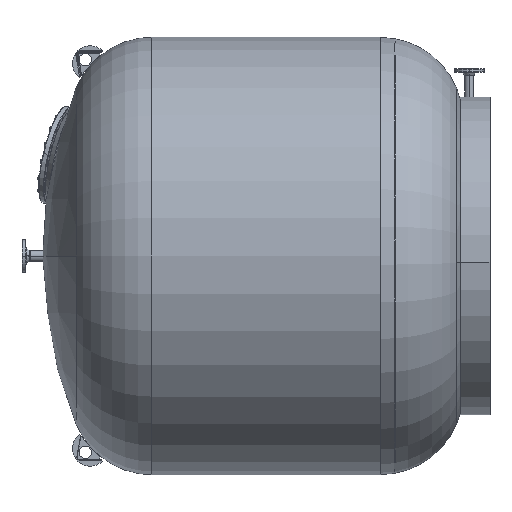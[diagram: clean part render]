
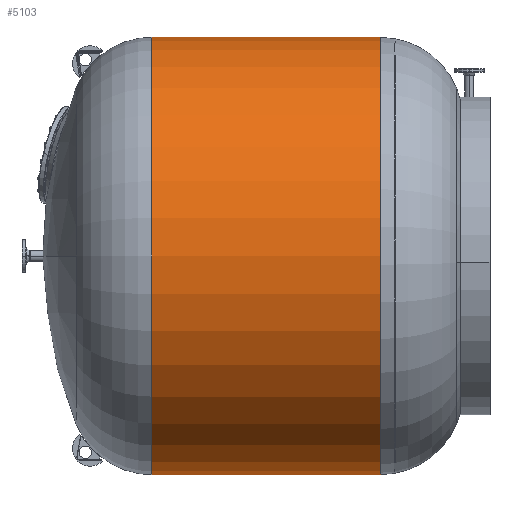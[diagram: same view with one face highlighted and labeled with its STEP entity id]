
A CAD part, left-side view. The second image highlights one B-rep face of the part: STEP entity #5103.
In plain terms, the highlighted cylindrical face has radius 1100 mm (diameter 2200 mm), a partial arc.
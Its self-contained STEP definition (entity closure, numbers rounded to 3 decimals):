
#527 = CARTESIAN_POINT ( 'NONE',  ( 1119.693, 5776.506, -1119.693 ) ) ;
#715 = CARTESIAN_POINT ( 'NONE',  ( 1119.693, 1696.259, -2219.693 ) ) ;
#2905 = FACE_OUTER_BOUND ( 'NONE', #46764, .T. ) ;
#3728 = EDGE_CURVE ( 'NONE', #28668, #20623, #29990, .T. ) ;
#4009 = CIRCLE ( 'NONE', #8587, 1100. ) ;
#4292 = DIRECTION ( 'NONE',  ( 0., 1., 0. ) ) ;
#5103 = ADVANCED_FACE ( 'NONE', ( #2905 ), #31973, .T. ) ;
#5694 = EDGE_CURVE ( 'NONE', #9591, #36513, #43488, .T. ) ;
#5722 = CIRCLE ( 'NONE', #32374, 1100. ) ;
#7867 = DIRECTION ( 'NONE',  ( 0., 0., 1. ) ) ;
#8587 = AXIS2_PLACEMENT_3D ( 'NONE', #18113, #21716, #24795 ) ;
#9192 = VECTOR ( 'NONE', #44460, 1000. ) ;
#9591 = VERTEX_POINT ( 'NONE', #34311 ) ;
#11451 = DIRECTION ( 'NONE',  ( 0., 0., 1. ) ) ;
#14245 = CARTESIAN_POINT ( 'NONE',  ( 1119.693, 5776.506, -19.693 ) ) ;
#16763 = ORIENTED_EDGE ( 'NONE', *, *, #41315, .T. ) ;
#18113 = CARTESIAN_POINT ( 'NONE',  ( 1119.693, 1696.259, -1119.693 ) ) ;
#18737 = DIRECTION ( 'NONE',  ( 0., 1., 0. ) ) ;
#19483 = AXIS2_PLACEMENT_3D ( 'NONE', #527, #4292, #7867 ) ;
#20623 = VERTEX_POINT ( 'NONE', #715 ) ;
#20827 = CARTESIAN_POINT ( 'NONE',  ( 1119.693, 1696.259, -19.693 ) ) ;
#21399 = ORIENTED_EDGE ( 'NONE', *, *, #37457, .F. ) ;
#21716 = DIRECTION ( 'NONE',  ( 0., 1., 0. ) ) ;
#22969 = ORIENTED_EDGE ( 'NONE', *, *, #3728, .F. ) ;
#24795 = DIRECTION ( 'NONE',  ( 0., 0., 1. ) ) ;
#28668 = VERTEX_POINT ( 'NONE', #46785 ) ;
#29990 = LINE ( 'NONE', #32829, #9192 ) ;
#31973 = CYLINDRICAL_SURFACE ( 'NONE', #19483, 1100. ) ;
#32374 = AXIS2_PLACEMENT_3D ( 'NONE', #34046, #44043, #11451 ) ;
#32829 = CARTESIAN_POINT ( 'NONE',  ( 1119.693, 5776.506, -2219.693 ) ) ;
#34046 = CARTESIAN_POINT ( 'NONE',  ( 1119.693, 546.259, -1119.693 ) ) ;
#34311 = CARTESIAN_POINT ( 'NONE',  ( 1119.693, 546.259, -19.693 ) ) ;
#36513 = VERTEX_POINT ( 'NONE', #20827 ) ;
#37457 = EDGE_CURVE ( 'NONE', #20623, #36513, #4009, .T. ) ;
#38285 = ORIENTED_EDGE ( 'NONE', *, *, #5694, .T. ) ;
#41315 = EDGE_CURVE ( 'NONE', #28668, #9591, #5722, .T. ) ;
#43482 = VECTOR ( 'NONE', #18737, 1000. ) ;
#43488 = LINE ( 'NONE', #14245, #43482 ) ;
#44043 = DIRECTION ( 'NONE',  ( 0., 1., 0. ) ) ;
#44460 = DIRECTION ( 'NONE',  ( 0., 1., 0. ) ) ;
#46764 = EDGE_LOOP ( 'NONE', ( #22969, #16763, #38285, #21399 ) ) ;
#46785 = CARTESIAN_POINT ( 'NONE',  ( 1119.693, 546.259, -2219.693 ) ) ;
